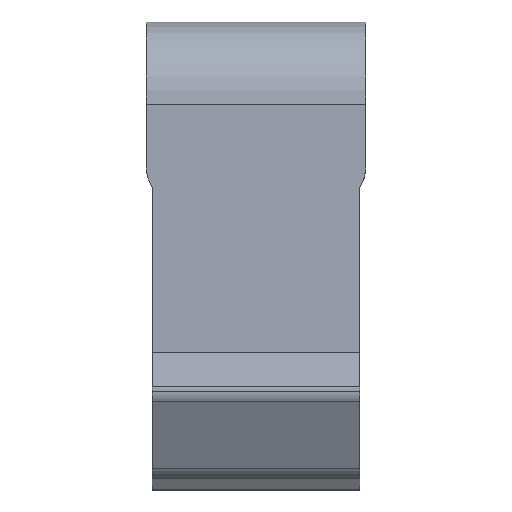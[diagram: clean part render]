
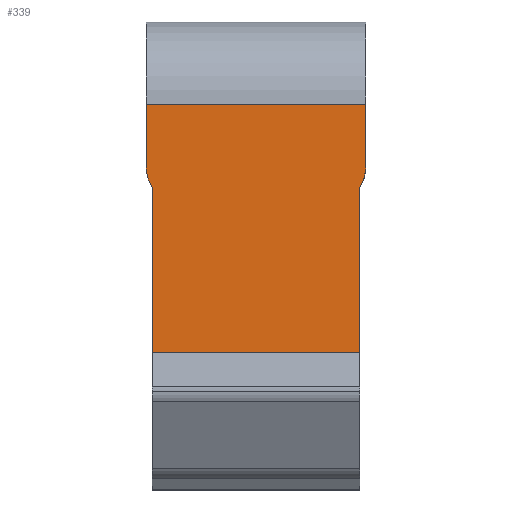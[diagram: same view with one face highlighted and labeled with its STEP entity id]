
A CAD part, top view. The second image highlights one B-rep face of the part: STEP entity #339.
In plain terms, the highlighted planar face has unit normal (0, 0.002, 1).
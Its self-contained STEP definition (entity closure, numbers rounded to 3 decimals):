
#6 = DIRECTION ( 'NONE',  ( 0., -1., 0.002 ) ) ;
#13 = ORIENTED_EDGE ( 'NONE', *, *, #1412, .T. ) ;
#15 = ORIENTED_EDGE ( 'NONE', *, *, #1088, .T. ) ;
#19 = ORIENTED_EDGE ( 'NONE', *, *, #473, .T. ) ;
#35 = CARTESIAN_POINT ( 'NONE',  ( 15.875, 69.946, 12. ) ) ;
#45 = VECTOR ( 'NONE', #6, 1000. ) ;
#46 = VECTOR ( 'NONE', #685, 1000. ) ;
#62 = DIRECTION ( 'NONE',  ( -1., 0., 0. ) ) ;
#84 = CARTESIAN_POINT ( 'NONE',  ( -15., 33.951, 12.081 ) ) ;
#106 =( BOUNDED_CURVE ( )  B_SPLINE_CURVE ( 3, ( #452, #806, #792, #1009 ),
 .UNSPECIFIED., .F., .F. ) 
 B_SPLINE_CURVE_WITH_KNOTS ( ( 4, 4 ),
 ( 1.571, 2.171 ),
 .UNSPECIFIED. ) 
 CURVE ( )  GEOMETRIC_REPRESENTATION_ITEM ( )  RATIONAL_B_SPLINE_CURVE ( ( 1., 0.97, 0.97, 1. ) ) 
 REPRESENTATION_ITEM ( '' )  );
#142 = FACE_OUTER_BOUND ( 'NONE', #746, .T. ) ;
#156 = PLANE ( 'NONE',  #1405 ) ;
#166 = CARTESIAN_POINT ( 'NONE',  ( 15., 33.951, 12.081 ) ) ;
#170 = LINE ( 'NONE', #661, #759 ) ;
#203 = LINE ( 'NONE', #1004, #706 ) ;
#253 = VERTEX_POINT ( 'NONE', #35 ) ;
#266 = DIRECTION ( 'NONE',  ( 0., 1., -0.002 ) ) ;
#275 = CARTESIAN_POINT ( 'NONE',  ( 15.875, 60.699, 12.021 ) ) ;
#303 = DIRECTION ( 'NONE',  ( -1., 0., 0. ) ) ;
#339 = ADVANCED_FACE ( 'NONE', ( #142 ), #156, .F. ) ;
#356 = EDGE_CURVE ( 'NONE', #381, #407, #524, .T. ) ;
#381 = VERTEX_POINT ( 'NONE', #397 ) ;
#397 = CARTESIAN_POINT ( 'NONE',  ( -15.875, 60.7, 12.021 ) ) ;
#407 = VERTEX_POINT ( 'NONE', #1331 ) ;
#427 =( BOUNDED_CURVE ( )  B_SPLINE_CURVE ( 3, ( #863, #1318, #1295, #275 ),
 .UNSPECIFIED., .F., .F. ) 
 B_SPLINE_CURVE_WITH_KNOTS ( ( 4, 4 ),
 ( 4.112, 4.712 ),
 .UNSPECIFIED. ) 
 CURVE ( )  GEOMETRIC_REPRESENTATION_ITEM ( )  RATIONAL_B_SPLINE_CURVE ( ( 1., 0.97, 0.97, 1. ) ) 
 REPRESENTATION_ITEM ( '' )  );
#437 = EDGE_CURVE ( 'NONE', #253, #986, #170, .T. ) ;
#452 = CARTESIAN_POINT ( 'NONE',  ( -15.875, 60.7, 12.021 ) ) ;
#456 = ORIENTED_EDGE ( 'NONE', *, *, #1076, .T. ) ;
#473 = EDGE_CURVE ( 'NONE', #253, #407, #203, .T. ) ;
#481 = EDGE_CURVE ( 'NONE', #1409, #486, #1454, .T. ) ;
#486 = VERTEX_POINT ( 'NONE', #84 ) ;
#497 = CARTESIAN_POINT ( 'NONE',  ( 15., 0.027, 12.157 ) ) ;
#524 = LINE ( 'NONE', #756, #1220 ) ;
#560 = VERTEX_POINT ( 'NONE', #1057 ) ;
#578 = CARTESIAN_POINT ( 'NONE',  ( 15., 0.027, 12.157 ) ) ;
#587 = ORIENTED_EDGE ( 'NONE', *, *, #437, .F. ) ;
#645 = ORIENTED_EDGE ( 'NONE', *, *, #356, .F. ) ;
#650 = VECTOR ( 'NONE', #62, 1000. ) ;
#661 = CARTESIAN_POINT ( 'NONE',  ( 15.875, 69.946, 12. ) ) ;
#685 = DIRECTION ( 'NONE',  ( 0., -1., 0.002 ) ) ;
#706 = VECTOR ( 'NONE', #303, 1000. ) ;
#710 = EDGE_CURVE ( 'NONE', #1255, #1409, #1134, .T. ) ;
#746 = EDGE_LOOP ( 'NONE', ( #842, #13, #587, #19, #645, #15, #456, #1198 ) ) ;
#756 = CARTESIAN_POINT ( 'NONE',  ( -15.875, 69.946, 12. ) ) ;
#759 = VECTOR ( 'NONE', #998, 1000. ) ;
#792 = CARTESIAN_POINT ( 'NONE',  ( -15.574, 58.713, 12.025 ) ) ;
#806 = CARTESIAN_POINT ( 'NONE',  ( -15.875, 59.683, 12.023 ) ) ;
#842 = ORIENTED_EDGE ( 'NONE', *, *, #710, .F. ) ;
#843 = DIRECTION ( 'NONE',  ( 0., 1., -0.002 ) ) ;
#863 = CARTESIAN_POINT ( 'NONE',  ( 15., 57.874, 12.027 ) ) ;
#949 = CARTESIAN_POINT ( 'NONE',  ( 15., 57.874, 12.027 ) ) ;
#986 = VERTEX_POINT ( 'NONE', #1106 ) ;
#998 = DIRECTION ( 'NONE',  ( 0., -1., 0.002 ) ) ;
#1004 = CARTESIAN_POINT ( 'NONE',  ( 15., 69.946, 12. ) ) ;
#1009 = CARTESIAN_POINT ( 'NONE',  ( -15., 57.874, 12.027 ) ) ;
#1024 = CARTESIAN_POINT ( 'NONE',  ( -15., 0.027, 12.157 ) ) ;
#1057 = CARTESIAN_POINT ( 'NONE',  ( -15., 57.874, 12.027 ) ) ;
#1076 = EDGE_CURVE ( 'NONE', #560, #486, #1146, .T. ) ;
#1088 = EDGE_CURVE ( 'NONE', #381, #560, #106, .T. ) ;
#1100 = CARTESIAN_POINT ( 'NONE',  ( 15., 33.951, 12.081 ) ) ;
#1106 = CARTESIAN_POINT ( 'NONE',  ( 15.875, 60.699, 12.021 ) ) ;
#1134 = LINE ( 'NONE', #578, #45 ) ;
#1146 = LINE ( 'NONE', #1024, #46 ) ;
#1198 = ORIENTED_EDGE ( 'NONE', *, *, #481, .F. ) ;
#1220 = VECTOR ( 'NONE', #266, 1000. ) ;
#1255 = VERTEX_POINT ( 'NONE', #949 ) ;
#1295 = CARTESIAN_POINT ( 'NONE',  ( 15.875, 59.683, 12.023 ) ) ;
#1307 = DIRECTION ( 'NONE',  ( 0., -0.002, -1. ) ) ;
#1318 = CARTESIAN_POINT ( 'NONE',  ( 15.574, 58.712, 12.025 ) ) ;
#1331 = CARTESIAN_POINT ( 'NONE',  ( -15.875, 69.946, 12. ) ) ;
#1405 = AXIS2_PLACEMENT_3D ( 'NONE', #497, #1307, #843 ) ;
#1409 = VERTEX_POINT ( 'NONE', #166 ) ;
#1412 = EDGE_CURVE ( 'NONE', #1255, #986, #427, .T. ) ;
#1454 = LINE ( 'NONE', #1100, #650 ) ;
